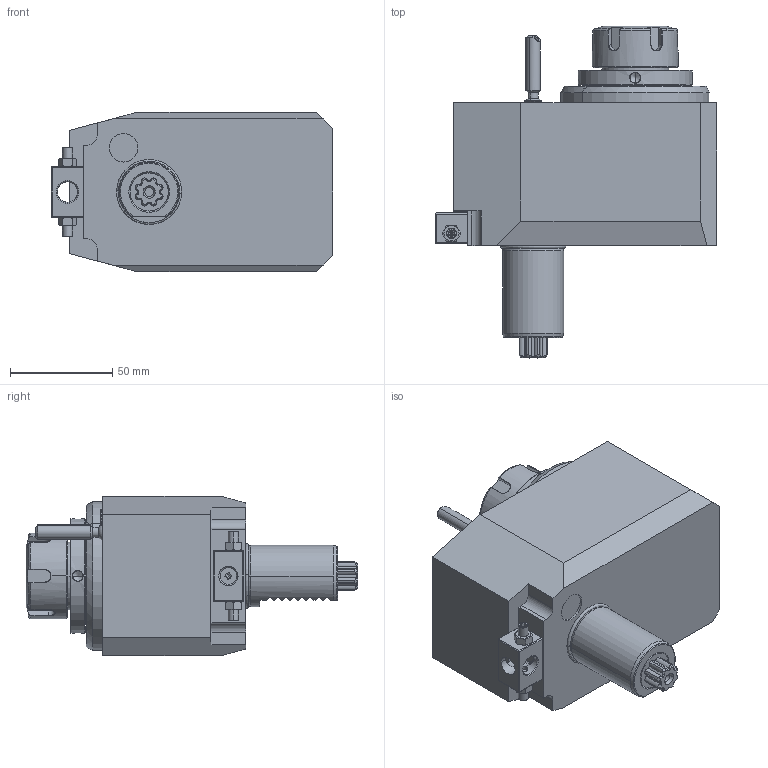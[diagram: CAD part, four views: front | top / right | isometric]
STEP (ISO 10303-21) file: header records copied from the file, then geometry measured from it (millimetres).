
FILE_DESCRIPTION((''),'2;1');
FILE_NAME('NGT1_30_311_25_1_1_50_1_2','2020-01-24T',('vali'),('NOVA GRUP'),'PRO/ENGINEER BY PARAMETRIC TECHNOLOGY CORPORATION, 2010280','PRO/ENGINEER BY PARAMETRIC TECHNOLOGY CORPORATION, 2010280','');
FILE_SCHEMA(('CONFIG_CONTROL_DESIGN'));
Length unit declared in the file: millimetre
Products named in the file (1): NGT1_30_311_25_1_1_50_1_2
Bounding box: 138 x 162.6 x 78 mm (x, y, z)
Volume: 780631.5 mm3; surface area: 64088.4 mm2
Topology: 1 solids, 1 shells, 415 faces, 1035 edges, 627 vertices
Faces by surface type: plane 152, cylinder 123, cone 73, bspline 52, torus 13, sphere 2
Entity records: 17413 total; most frequent: CARTESIAN_POINT 8211, ORIENTED_EDGE 2030, DIRECTION 1673, EDGE_CURVE 1015, VERTEX_POINT 627, AXIS2_PLACEMENT_3D 595, VECTOR 483, LINE 483
